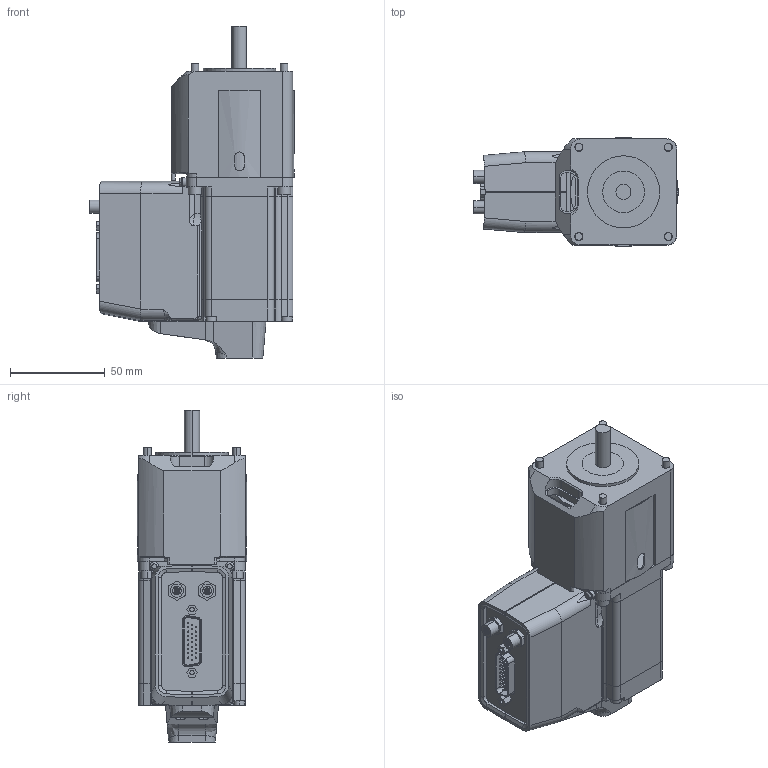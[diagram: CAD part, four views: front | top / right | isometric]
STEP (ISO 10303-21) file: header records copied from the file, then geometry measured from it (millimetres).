
FILE_DESCRIPTION (( 'STEP AP203' ), '1' );
FILE_NAME ('NMS23-BE08P1T10A.step', '2023-06-27T22:50:16', ( '' ), ( '' ), 'SwSTEP 2.0', 'SolidWorks 2019', '' );
FILE_SCHEMA (( 'CONFIG_CONTROL_DESIGN' ));
Length unit declared in the file: millimetre
Products named in the file (2): NMS23-BE08P1T10A; NMS23_motor^NMS23_NMS23-BE08T10A
Assembly tree (1 placements, depth 2):
  NMS23-BE08P1T10A
    NMS23_motor^NMS23_NMS23-BE08T10A
Bounding box: 107.8 x 57.6 x 175.3 mm (x, y, z)
Volume: 524525.9 mm3; surface area: 109035.4 mm2
Topology: 20 solids, 20 shells, 655 faces, 1627 edges, 1074 vertices
Faces by surface type: plane 322, cylinder 289, bspline 20, cone 16, torus 8
Entity records: 21364 total; most frequent: CARTESIAN_POINT 5333, DIRECTION 3345, ORIENTED_EDGE 3246, EDGE_CURVE 1623, AXIS2_PLACEMENT_3D 1205, VERTEX_POINT 1074, VECTOR 935, LINE 935
